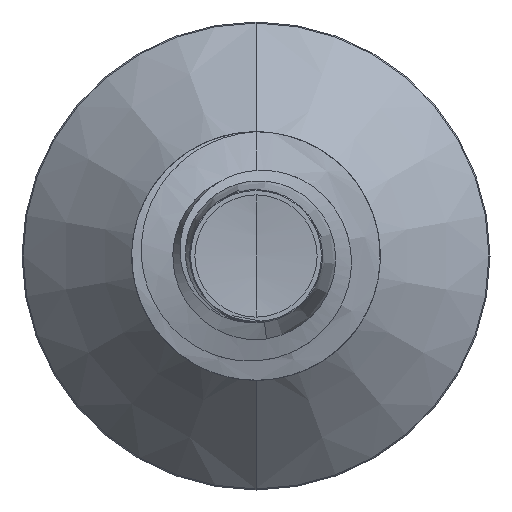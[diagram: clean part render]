
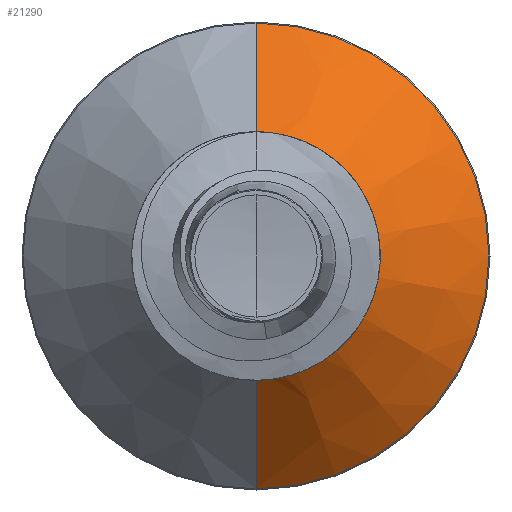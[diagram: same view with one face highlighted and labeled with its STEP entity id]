
A CAD part, front view. The second image highlights one B-rep face of the part: STEP entity #21290.
In plain terms, the highlighted conical face has half-angle 45 degrees and reference radius 2.744 mm.
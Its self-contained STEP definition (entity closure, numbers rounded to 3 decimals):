
#385 = LINE ( 'NONE', #10277, #418 ) ;
#391 = ORIENTED_EDGE ( 'NONE', *, *, #24914, .F. ) ;
#418 = VECTOR ( 'NONE', #22929, 1000. ) ;
#1934 = DIRECTION ( 'NONE',  ( 0., 0.707, 0.707 ) ) ;
#1988 = ORIENTED_EDGE ( 'NONE', *, *, #20210, .F. ) ;
#3953 = VERTEX_POINT ( 'NONE', #12191 ) ;
#4078 = AXIS2_PLACEMENT_3D ( 'NONE', #22637, #23946, #5113 ) ;
#4447 = CARTESIAN_POINT ( 'NONE',  ( 0., 21.245, 2.745 ) ) ;
#4485 = AXIS2_PLACEMENT_3D ( 'NONE', #7705, #21141, #9947 ) ;
#5113 = DIRECTION ( 'NONE',  ( 0., 0., 1. ) ) ;
#5138 = VERTEX_POINT ( 'NONE', #10376 ) ;
#5234 = VERTEX_POINT ( 'NONE', #9415 ) ;
#6526 = VECTOR ( 'NONE', #1934, 1000. ) ;
#7705 = CARTESIAN_POINT ( 'NONE',  ( 0., 24.124, 0. ) ) ;
#7969 = CIRCLE ( 'NONE', #22371, 2.745 ) ;
#9415 = CARTESIAN_POINT ( 'NONE',  ( 0., 24.124, 5.624 ) ) ;
#9914 = EDGE_LOOP ( 'NONE', ( #10523, #13652, #391, #1988 ) ) ;
#9947 = DIRECTION ( 'NONE',  ( 0., 0., 1. ) ) ;
#10277 = CARTESIAN_POINT ( 'NONE',  ( 0., 21.245, -2.745 ) ) ;
#10376 = CARTESIAN_POINT ( 'NONE',  ( 0., 24.124, -5.624 ) ) ;
#10523 = ORIENTED_EDGE ( 'NONE', *, *, #10940, .T. ) ;
#10940 = EDGE_CURVE ( 'NONE', #19884, #3953, #7969, .T. ) ;
#12191 = CARTESIAN_POINT ( 'NONE',  ( 0., 21.245, -2.745 ) ) ;
#12769 = CONICAL_SURFACE ( 'NONE', #4078, 2.745, 0.785 ) ;
#13245 = CARTESIAN_POINT ( 'NONE',  ( 0., 21.245, 2.745 ) ) ;
#13652 = ORIENTED_EDGE ( 'NONE', *, *, #16079, .T. ) ;
#16079 = EDGE_CURVE ( 'NONE', #3953, #5138, #385, .T. ) ;
#16271 = LINE ( 'NONE', #4447, #6526 ) ;
#17628 = DIRECTION ( 'NONE',  ( 0., 0., 1. ) ) ;
#17657 = DIRECTION ( 'NONE',  ( 0., 1., 0. ) ) ;
#17683 = CARTESIAN_POINT ( 'NONE',  ( 0., 21.245, 0. ) ) ;
#19884 = VERTEX_POINT ( 'NONE', #13245 ) ;
#20210 = EDGE_CURVE ( 'NONE', #19884, #5234, #16271, .T. ) ;
#20874 = CIRCLE ( 'NONE', #4485, 5.624 ) ;
#21141 = DIRECTION ( 'NONE',  ( 0., 1., 0. ) ) ;
#21290 = ADVANCED_FACE ( 'NONE', ( #22549 ), #12769, .T. ) ;
#22371 = AXIS2_PLACEMENT_3D ( 'NONE', #17683, #17657, #17628 ) ;
#22549 = FACE_OUTER_BOUND ( 'NONE', #9914, .T. ) ;
#22637 = CARTESIAN_POINT ( 'NONE',  ( 0., 21.245, 0. ) ) ;
#22929 = DIRECTION ( 'NONE',  ( 0., 0.707, -0.707 ) ) ;
#23946 = DIRECTION ( 'NONE',  ( 0., 1., 0. ) ) ;
#24914 = EDGE_CURVE ( 'NONE', #5234, #5138, #20874, .T. ) ;
